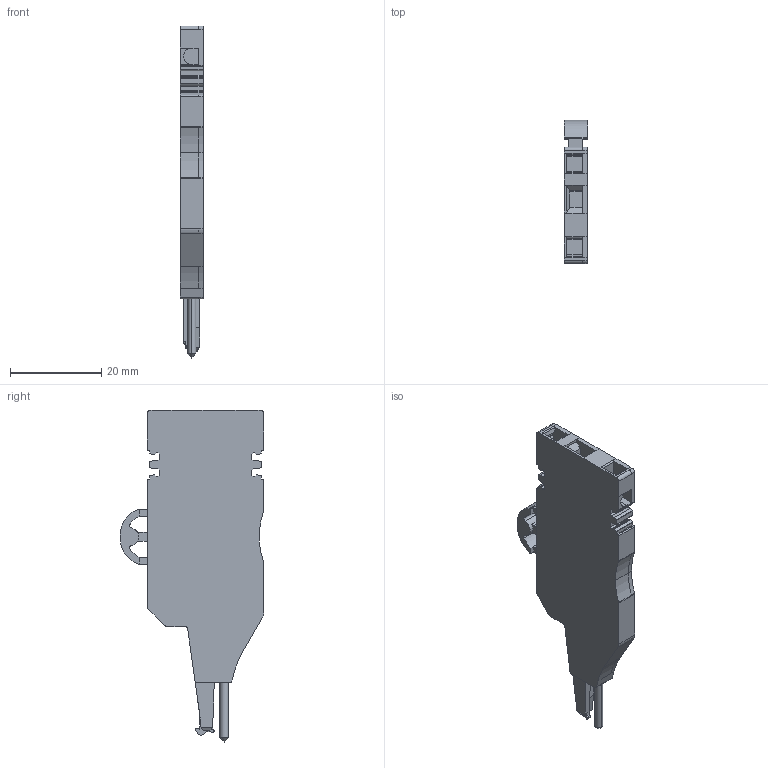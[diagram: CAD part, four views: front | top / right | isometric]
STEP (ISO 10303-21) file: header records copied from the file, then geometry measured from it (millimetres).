
FILE_DESCRIPTION(('CATIA V5R24 STEP214','CAx-IF Rec.Pracs.--- Model Styling and Organization---1.2---2011-12-15'),'2;1');
FILE_NAME ('398368_1', '2015-06-23T06:00:16+00:00', ('Weidmueller Interface'), ('Weidmueller'), 'CATIA Version 5-6 Release 2014 SP4', 'CATIA V5 STEP AP214', 'none');
FILE_SCHEMA(('AUTOMOTIVE_DESIGN { 1 0 10303 214 1 1 1 1 }'));
Length unit declared in the file: millimetre
Products named in the file (1): 1609040000
Bounding box: 5.1 x 31.45 x 72.8 mm (x, y, z)
Volume: 6534.7 mm3; surface area: 4415.6 mm2
Topology: 3 solids, 3 shells, 258 faces, 710 edges, 465 vertices
Faces by surface type: plane 157, cylinder 88, extrusion 10, cone 3
Entity records: 8225 total; most frequent: CARTESIAN_POINT 1948, ORIENTED_EDGE 1414, DIRECTION 1057, EDGE_CURVE 707, VECTOR 528, LINE 518, VERTEX_POINT 465, AXIS2_PLACEMENT_3D 331
